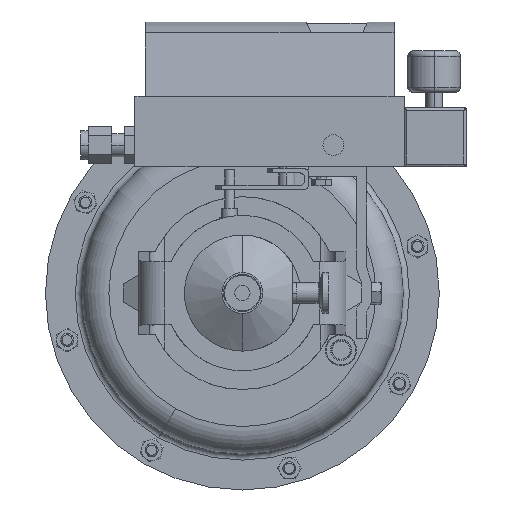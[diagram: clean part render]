
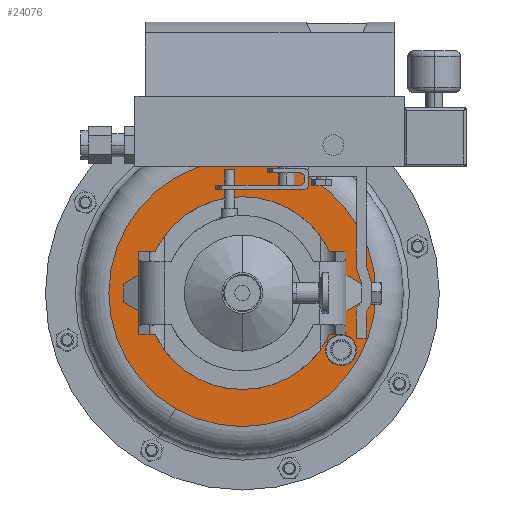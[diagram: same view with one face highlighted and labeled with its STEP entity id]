
A CAD part, front view. The second image highlights one B-rep face of the part: STEP entity #24076.
In plain terms, the highlighted planar face has unit normal (0, -1, 0).
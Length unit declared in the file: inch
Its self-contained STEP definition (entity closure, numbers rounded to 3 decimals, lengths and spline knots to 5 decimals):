
#69 = ORIENTED_EDGE ( 'NONE', *, *, #2011, .F. ) ;
#153 = DIRECTION ( 'NONE',  ( 0.605, 0., 0.796 ) ) ;
#494 = ORIENTED_EDGE ( 'NONE', *, *, #8031, .T. ) ;
#639 = CARTESIAN_POINT ( 'NONE',  ( 2.38157, 8.578, -1.375 ) ) ;
#713 = EDGE_CURVE ( 'NONE', #23153, #6199, #21137, .T. ) ;
#1117 = DIRECTION ( 'NONE',  ( 0., 0., -1. ) ) ;
#1855 = CARTESIAN_POINT ( 'NONE',  ( 2.60854, 8.578, -1.07649 ) ) ;
#2011 = EDGE_CURVE ( 'NONE', #24512, #13482, #7229, .T. ) ;
#2141 = DIRECTION ( 'NONE',  ( -0.5, 0., -0.866 ) ) ;
#3136 = FACE_BOUND ( 'NONE', #9259, .T. ) ;
#3145 = EDGE_LOOP ( 'NONE', ( #9937, #11709 ) ) ;
#3629 = DIRECTION ( 'NONE',  ( 0.5, 0., 0.866 ) ) ;
#4688 = AXIS2_PLACEMENT_3D ( 'NONE', #25641, #5879, #11829 ) ;
#5278 = CARTESIAN_POINT ( 'NONE',  ( 0., 8.578, 0. ) ) ;
#5619 = VERTEX_POINT ( 'NONE', #14388 ) ;
#5879 = DIRECTION ( 'NONE',  ( 0., 1., 0. ) ) ;
#6199 = VERTEX_POINT ( 'NONE', #18875 ) ;
#6405 = EDGE_CURVE ( 'NONE', #13482, #24512, #23448, .T. ) ;
#6558 = EDGE_CURVE ( 'NONE', #5619, #8881, #22482, .T. ) ;
#7197 = DIRECTION ( 'NONE',  ( 0., 1., 0. ) ) ;
#7229 = CIRCLE ( 'NONE', #4688, 3.219 ) ;
#8031 = EDGE_CURVE ( 'NONE', #6199, #23153, #16340, .T. ) ;
#8252 = CARTESIAN_POINT ( 'NONE',  ( 2.38157, 8.578, -1.375 ) ) ;
#8881 = VERTEX_POINT ( 'NONE', #17638 ) ;
#9259 = EDGE_LOOP ( 'NONE', ( #25318, #494 ) ) ;
#9848 = AXIS2_PLACEMENT_3D ( 'NONE', #8252, #10356, #153 ) ;
#9937 = ORIENTED_EDGE ( 'NONE', *, *, #6558, .T. ) ;
#10356 = DIRECTION ( 'NONE',  ( 0., 1., 0. ) ) ;
#10653 = DIRECTION ( 'NONE',  ( 0.605, 0., 0.796 ) ) ;
#10782 = AXIS2_PLACEMENT_3D ( 'NONE', #13342, #23457, #3629 ) ;
#11286 = FACE_OUTER_BOUND ( 'NONE', #15030, .T. ) ;
#11709 = ORIENTED_EDGE ( 'NONE', *, *, #25512, .T. ) ;
#11777 = AXIS2_PLACEMENT_3D ( 'NONE', #5278, #7197, #1117 ) ;
#11829 = DIRECTION ( 'NONE',  ( 0.5, 0., 0.866 ) ) ;
#12147 = DIRECTION ( 'NONE',  ( 0., -1., 0. ) ) ;
#12324 = DIRECTION ( 'NONE',  ( 0., 1., 0. ) ) ;
#13342 = CARTESIAN_POINT ( 'NONE',  ( 0., 8.578, 0. ) ) ;
#13482 = VERTEX_POINT ( 'NONE', #19646 ) ;
#14242 = PLANE ( 'NONE',  #23014 ) ;
#14388 = CARTESIAN_POINT ( 'NONE',  ( 0., 8.578, -2.325 ) ) ;
#14561 = AXIS2_PLACEMENT_3D ( 'NONE', #20477, #12324, #24626 ) ;
#15030 = EDGE_LOOP ( 'NONE', ( #69, #18999 ) ) ;
#16340 = CIRCLE ( 'NONE', #24710, 0.375 ) ;
#16706 = CARTESIAN_POINT ( 'NONE',  ( 1.6095, 8.578, 2.78774 ) ) ;
#17638 = CARTESIAN_POINT ( 'NONE',  ( 0., 8.578, 2.325 ) ) ;
#18811 = CIRCLE ( 'NONE', #14561, 2.325 ) ;
#18875 = CARTESIAN_POINT ( 'NONE',  ( 2.1546, 8.578, -1.67351 ) ) ;
#18999 = ORIENTED_EDGE ( 'NONE', *, *, #6405, .F. ) ;
#19646 = CARTESIAN_POINT ( 'NONE',  ( -1.6095, 8.578, -2.78774 ) ) ;
#20477 = CARTESIAN_POINT ( 'NONE',  ( 0., 8.578, 0. ) ) ;
#21137 = CIRCLE ( 'NONE', #9848, 0.375 ) ;
#22004 = CARTESIAN_POINT ( 'NONE',  ( 2.78774, 8.578, -1.6095 ) ) ;
#22482 = CIRCLE ( 'NONE', #11777, 2.325 ) ;
#22508 = FACE_BOUND ( 'NONE', #3145, .T. ) ;
#22609 = DIRECTION ( 'NONE',  ( 0., 1., 0. ) ) ;
#23014 = AXIS2_PLACEMENT_3D ( 'NONE', #22004, #12147, #2141 ) ;
#23153 = VERTEX_POINT ( 'NONE', #1855 ) ;
#23448 = CIRCLE ( 'NONE', #10782, 3.219 ) ;
#23457 = DIRECTION ( 'NONE',  ( 0., 1., 0. ) ) ;
#24076 = ADVANCED_FACE ( 'NONE', ( #22508, #11286, #3136 ), #14242, .T. ) ;
#24512 = VERTEX_POINT ( 'NONE', #16706 ) ;
#24626 = DIRECTION ( 'NONE',  ( 0., 0., -1. ) ) ;
#24710 = AXIS2_PLACEMENT_3D ( 'NONE', #639, #22609, #10653 ) ;
#25318 = ORIENTED_EDGE ( 'NONE', *, *, #713, .T. ) ;
#25512 = EDGE_CURVE ( 'NONE', #8881, #5619, #18811, .T. ) ;
#25641 = CARTESIAN_POINT ( 'NONE',  ( 0., 8.578, 0. ) ) ;
